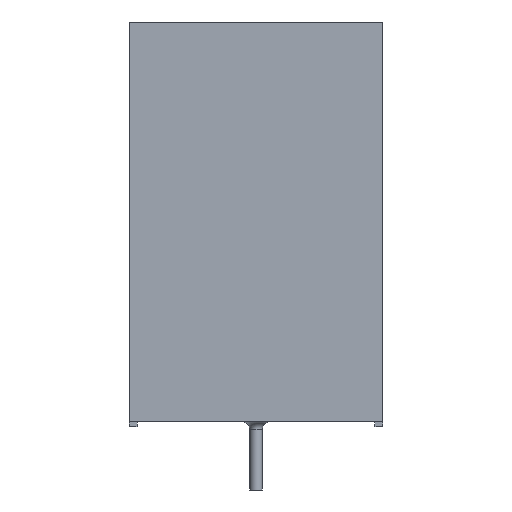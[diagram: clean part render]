
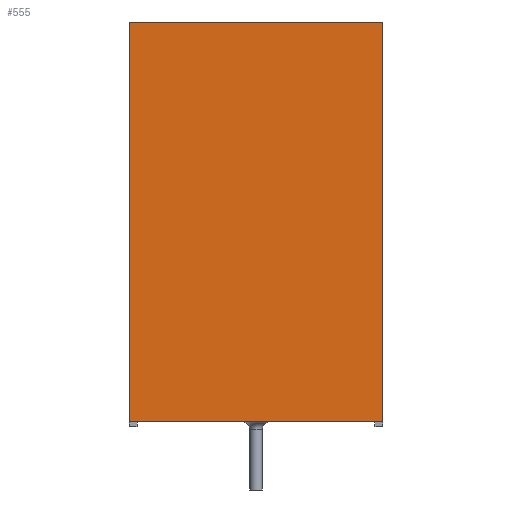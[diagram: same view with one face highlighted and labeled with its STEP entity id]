
A CAD part, left-side view. The second image highlights one B-rep face of the part: STEP entity #555.
In plain terms, the highlighted planar face has unit normal (-1, 0, 0).
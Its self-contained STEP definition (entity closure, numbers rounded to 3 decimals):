
#555 = ADVANCED_FACE( '', ( #1202 ), #1203, .F. );
#1202 = FACE_OUTER_BOUND( '', #1966, .T. );
#1203 = PLANE( '', #1967 );
#1966 = EDGE_LOOP( '', ( #4001, #4002, #4003, #4004 ) );
#1967 = AXIS2_PLACEMENT_3D( '', #4005, #4006, #4007 );
#4001 = ORIENTED_EDGE( '', *, *, #5440, .T. );
#4002 = ORIENTED_EDGE( '', *, *, #5376, .F. );
#4003 = ORIENTED_EDGE( '', *, *, #5145, .F. );
#4004 = ORIENTED_EDGE( '', *, *, #5596, .T. );
#4005 = CARTESIAN_POINT( '', ( -15.5, -8., 12.6 ) );
#4006 = DIRECTION( '', ( 1., 0., 0. ) );
#4007 = DIRECTION( '', ( 0., 0., -1. ) );
#5145 = EDGE_CURVE( '', #6092, #6093, #6094, .T. );
#5376 = EDGE_CURVE( '', #6093, #6454, #6455, .T. );
#5440 = EDGE_CURVE( '', #6548, #6454, #6549, .T. );
#5596 = EDGE_CURVE( '', #6092, #6548, #6751, .T. );
#6092 = VERTEX_POINT( '', #7895 );
#6093 = VERTEX_POINT( '', #7896 );
#6094 = LINE( '', #7897, #7898 );
#6454 = VERTEX_POINT( '', #8812 );
#6455 = LINE( '', #8813, #8814 );
#6548 = VERTEX_POINT( '', #9081 );
#6549 = LINE( '', #9082, #9083 );
#6751 = LINE( '', #9734, #9735 );
#7895 = CARTESIAN_POINT( '', ( -15.5, -8., 12.6 ) );
#7896 = CARTESIAN_POINT( '', ( -15.5, -8., -12.6 ) );
#7897 = CARTESIAN_POINT( '', ( -15.5, -8., 12.6 ) );
#7898 = VECTOR( '', #10244, 1000. );
#8812 = CARTESIAN_POINT( '', ( -15.5, 8., -12.6 ) );
#8813 = CARTESIAN_POINT( '', ( -15.5, -8., -12.6 ) );
#8814 = VECTOR( '', #10370, 1000. );
#9081 = CARTESIAN_POINT( '', ( -15.5, 8., 12.6 ) );
#9082 = CARTESIAN_POINT( '', ( -15.5, 8., 12.6 ) );
#9083 = VECTOR( '', #10391, 1000. );
#9734 = CARTESIAN_POINT( '', ( -15.5, -8., 12.6 ) );
#9735 = VECTOR( '', #10454, 1000. );
#10244 = DIRECTION( '', ( 0., 0., -1. ) );
#10370 = DIRECTION( '', ( 0., 1., 0. ) );
#10391 = DIRECTION( '', ( 0., 0., -1. ) );
#10454 = DIRECTION( '', ( 0., 1., 0. ) );
